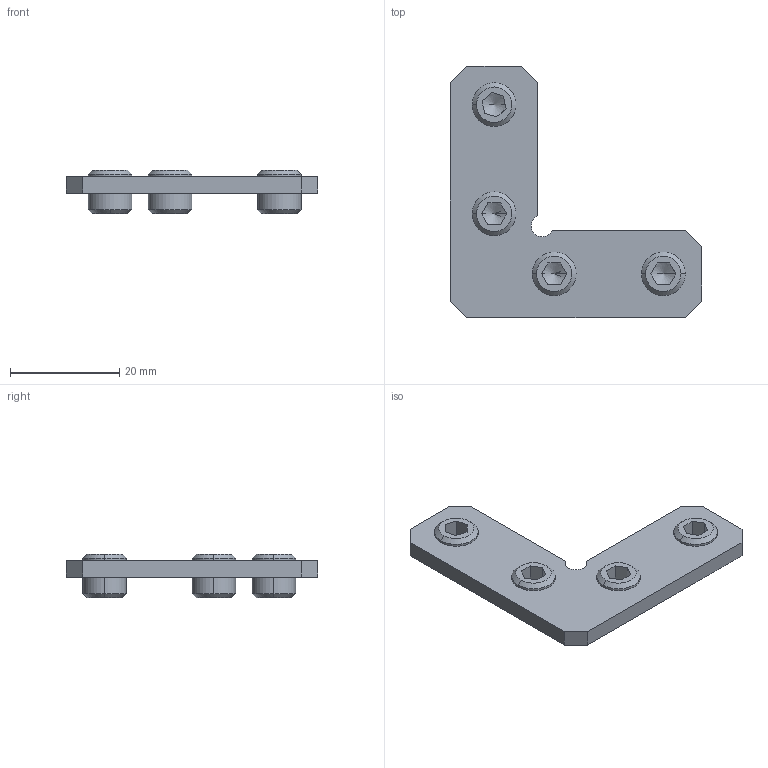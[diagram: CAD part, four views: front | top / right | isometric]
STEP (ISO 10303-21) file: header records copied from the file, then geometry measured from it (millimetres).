
FILE_DESCRIPTION (( 'STEP AP203' ), '1' );
FILE_NAME ('482535627_c_1.STEP', '2022-11-17T06:45:01', ( '' ), ( '' ), 'SwSTEP 2.0', 'SolidWorks 2014', '' );
FILE_SCHEMA (( 'CONFIG_CONTROL_DESIGN' ));
Length unit declared in the file: millimetre
Products named in the file (1): 482535627_c_1
Bounding box: 46 x 46 x 8 mm (x, y, z)
Volume: 4207.4 mm3; surface area: 3607.3 mm2
Topology: 1 solids, 1 shells, 86 faces, 208 edges, 128 vertices
Faces by surface type: plane 45, cone 24, cylinder 17
Entity records: 2623 total; most frequent: CARTESIAN_POINT 585, DIRECTION 400, ORIENTED_EDGE 400, EDGE_CURVE 200, AXIS2_PLACEMENT_3D 139, VERTEX_POINT 128, LINE 122, VECTOR 122
